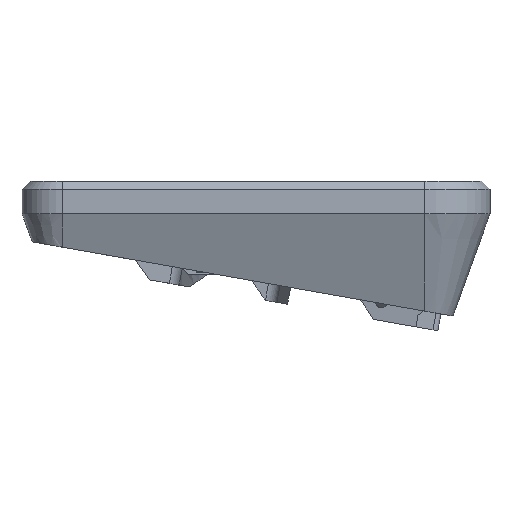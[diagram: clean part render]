
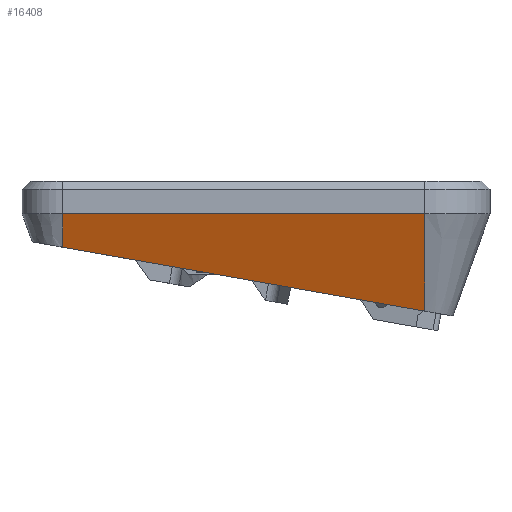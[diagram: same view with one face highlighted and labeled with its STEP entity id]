
A CAD part, front view. The second image highlights one B-rep face of the part: STEP entity #16408.
In plain terms, the highlighted planar face has unit normal (0, -0.94, -0.342).
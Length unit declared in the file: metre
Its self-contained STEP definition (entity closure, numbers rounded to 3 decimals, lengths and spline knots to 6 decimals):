
#968=LINE('',#25015,#2682);
#977=LINE('',#25038,#2691);
#978=LINE('',#25040,#2692);
#979=LINE('',#25042,#2693);
#2682=VECTOR('',#19430,1.);
#2691=VECTOR('',#19453,1.);
#2692=VECTOR('',#19454,1.);
#2693=VECTOR('',#19455,1.);
#4097=PLANE('',#17395);
#5680=ORIENTED_EDGE('',*,*,#10452,.T.);
#5681=ORIENTED_EDGE('',*,*,#10464,.F.);
#5682=ORIENTED_EDGE('',*,*,#10465,.T.);
#5683=ORIENTED_EDGE('',*,*,#10466,.F.);
#10452=EDGE_CURVE('',#12844,#12843,#968,.T.);
#10464=EDGE_CURVE('',#12851,#12843,#977,.T.);
#10465=EDGE_CURVE('',#12851,#12852,#978,.T.);
#10466=EDGE_CURVE('',#12844,#12852,#979,.T.);
#12843=VERTEX_POINT('',#25014);
#12844=VERTEX_POINT('',#25016);
#12851=VERTEX_POINT('',#25039);
#12852=VERTEX_POINT('',#25041);
#14406=EDGE_LOOP('',(#5680,#5681,#5682,#5683));
#15398=FACE_BOUND('',#14406,.T.);
#16408=ADVANCED_FACE('',(#15398),#4097,.T.);
#17395=AXIS2_PLACEMENT_3D('',#25037,#19451,#19452);
#19430=DIRECTION('',(0.,-0.342,0.94));
#19451=DIRECTION('',(0.,-0.94,-0.342));
#19452=DIRECTION('',(1.,0.,0.));
#19453=DIRECTION('',(1.,0.,0.));
#19454=DIRECTION('',(0.,0.342,-0.94));
#19455=DIRECTION('',(-0.983,-0.063,0.173));
#25014=CARTESIAN_POINT('',(0.0751,-0.05334,0.0236));
#25015=CARTESIAN_POINT('',(0.0751,-0.047153,0.0066));
#25016=CARTESIAN_POINT('',(0.0751,-0.044647,-0.000285));
#25037=CARTESIAN_POINT('',(0.0381,-0.047153,0.0066));
#25038=CARTESIAN_POINT('',(0.0751,-0.05334,0.0236));
#25039=CARTESIAN_POINT('',(-0.0139,-0.05334,0.0236));
#25040=CARTESIAN_POINT('',(-0.0139,-0.05334,0.0236));
#25041=CARTESIAN_POINT('',(-0.0139,-0.050358,0.015408));
#25042=CARTESIAN_POINT('',(0.03803,-0.047026,0.006251));
